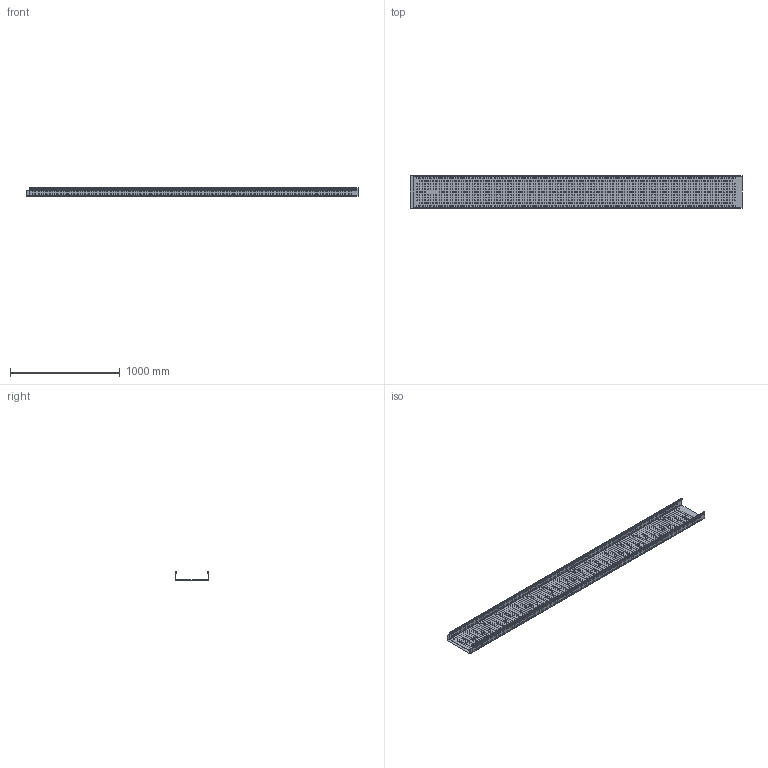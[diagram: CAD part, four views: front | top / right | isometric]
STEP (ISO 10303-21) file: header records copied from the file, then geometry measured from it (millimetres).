
FILE_DESCRIPTION(/* description */ (''),/* implementation_level */ '2;1');
FILE_NAME(/* name */ '480064.stp',/* time_stamp */ '2023-12-19T13:43:34+01:00',/* author */ ('bonnaudn'),/* organization */ (''),/* preprocessor_version */ 'ST-DEVELOPER v19.2',/* originating_system */ 'AutoCAD Mechanical',/* authorisation */ '');
FILE_SCHEMA (('AUTOMOTIVE_DESIGN { 1 0 10303 214 3 1 1 }'));
Products named in the file (1): Product
Bounding box: 3030 x 300.4 x 77.2 mm (x, y, z)
Volume: 1302445.6 mm3; surface area: 3230502.4 mm2
Topology: 1 solids, 1796 shells, 1901 faces, 7323 edges, 7219 vertices
Faces by surface type: plane 1843, cylinder 46, torus 6, cone 4, bspline 2
Entity records: 82953 total; most frequent: CARTESIAN_POINT 16460, DIRECTION 14766, ORIENTED_EDGE 7603, EDGE_CURVE 7323, VERTEX_POINT 7219, AXIS2_PLACEMENT_3D 5543, LINE 3680, VECTOR 3680
